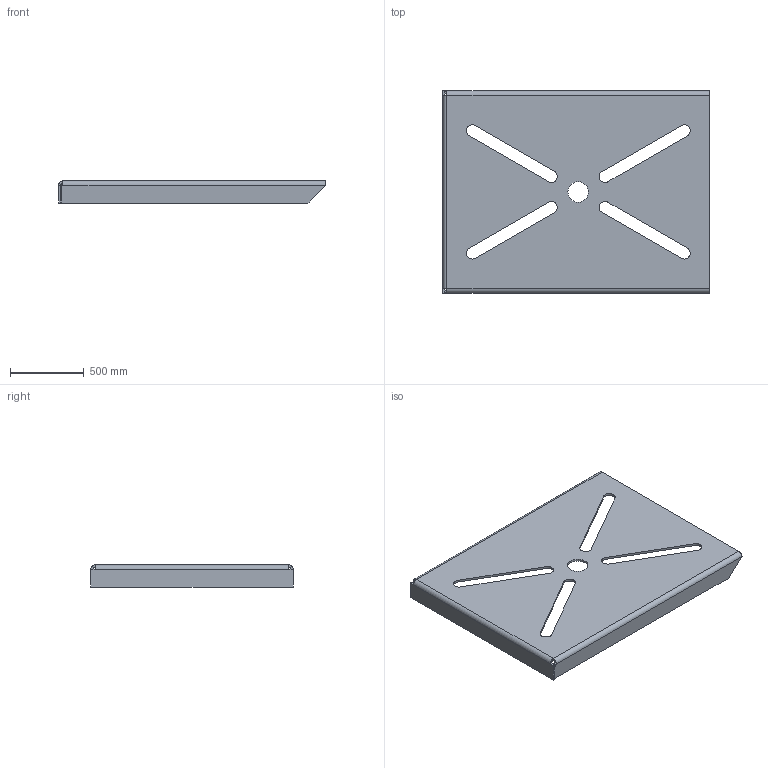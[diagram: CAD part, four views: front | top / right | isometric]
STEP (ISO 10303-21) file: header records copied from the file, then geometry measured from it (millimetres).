
FILE_DESCRIPTION(/* description */ (''),/* implementation_level */ '2;1');
FILE_NAME(/* name */ '13164.000X_3D.stp',/* time_stamp */ '2024-12-11T14:43:11+01:00',/* author */ ('CAD'),/* organization */ (''),/* preprocessor_version */ 'ST-DEVELOPER v20',/* originating_system */ 'AutoCAD Mechanical',/* authorisation */ '');
FILE_SCHEMA (('AUTOMOTIVE_DESIGN { 1 0 10303 214 3 1 1 }'));
Length unit declared in the file: centimetre
Products named in the file (2): Product; *S0
Assembly tree (1 placements, depth 2):
  Product
    *S0
Bounding box: 1810 x 1375 x 150 mm (x, y, z)
Volume: 42798078.2 mm3; surface area: 5909731.7 mm2
Topology: 1 solids, 1 shells, 49 faces, 121 edges, 74 vertices
Faces by surface type: plane 34, cylinder 15
Full cylindrical faces by diameter (mm): 140 x1
Entity records: 1488 total; most frequent: DIRECTION 255, CARTESIAN_POINT 247, ORIENTED_EDGE 242, EDGE_CURVE 121, LINE 91, VECTOR 91, AXIS2_PLACEMENT_3D 82, VERTEX_POINT 74
